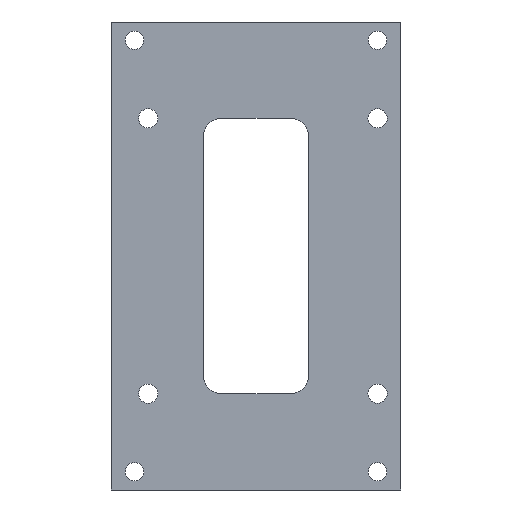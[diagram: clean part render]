
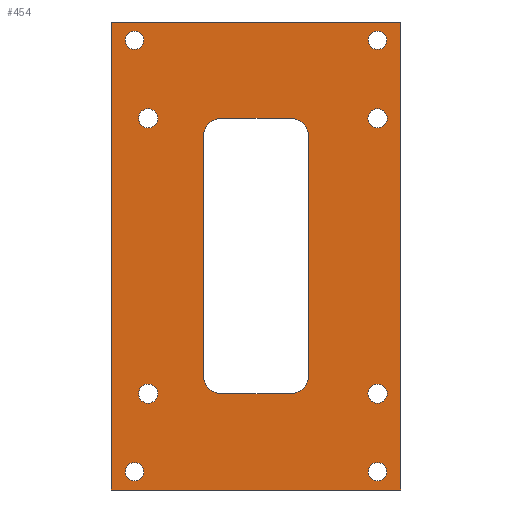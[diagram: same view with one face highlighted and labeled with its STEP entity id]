
A CAD part, left-side view. The second image highlights one B-rep face of the part: STEP entity #454.
In plain terms, the highlighted planar face has unit normal (-1, 0, 0).
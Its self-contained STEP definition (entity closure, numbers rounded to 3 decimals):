
#24=FACE_BOUND('',#122,.T.);
#25=FACE_BOUND('',#123,.T.);
#26=FACE_BOUND('',#124,.T.);
#27=FACE_BOUND('',#125,.T.);
#28=FACE_BOUND('',#126,.T.);
#29=FACE_BOUND('',#127,.T.);
#30=FACE_BOUND('',#128,.T.);
#31=FACE_BOUND('',#129,.T.);
#32=FACE_BOUND('',#130,.T.);
#34=CIRCLE('',#473,2.);
#36=CIRCLE('',#477,2.);
#38=CIRCLE('',#481,2.);
#40=CIRCLE('',#485,2.);
#42=CIRCLE('',#489,1.);
#44=CIRCLE('',#492,1.);
#46=CIRCLE('',#495,1.05);
#48=CIRCLE('',#498,1.05);
#50=CIRCLE('',#501,1.05);
#52=CIRCLE('',#504,1.);
#54=CIRCLE('',#507,1.);
#56=CIRCLE('',#510,1.05);
#90=FACE_OUTER_BOUND('',#121,.T.);
#121=EDGE_LOOP('',(#403,#404,#405,#406));
#122=EDGE_LOOP('',(#407,#408,#409,#410,#411,#412,#413,#414));
#123=EDGE_LOOP('',(#415));
#124=EDGE_LOOP('',(#416));
#125=EDGE_LOOP('',(#417));
#126=EDGE_LOOP('',(#418));
#127=EDGE_LOOP('',(#419));
#128=EDGE_LOOP('',(#420));
#129=EDGE_LOOP('',(#421));
#130=EDGE_LOOP('',(#422));
#131=LINE('',#649,#167);
#135=LINE('',#658,#171);
#143=LINE('',#678,#179);
#147=LINE('',#690,#183);
#151=LINE('',#702,#187);
#153=LINE('',#710,#189);
#163=LINE('',#761,#199);
#165=LINE('',#764,#201);
#167=VECTOR('',#519,10.);
#171=VECTOR('',#525,10.);
#179=VECTOR('',#541,10.);
#183=VECTOR('',#553,10.);
#187=VECTOR('',#565,10.);
#189=VECTOR('',#575,10.);
#199=VECTOR('',#635,10.);
#201=VECTOR('',#639,10.);
#203=VERTEX_POINT('',#647);
#204=VERTEX_POINT('',#648);
#207=VERTEX_POINT('',#656);
#208=VERTEX_POINT('',#657);
#213=VERTEX_POINT('',#668);
#214=VERTEX_POINT('',#670);
#216=VERTEX_POINT('',#676);
#218=VERTEX_POINT('',#682);
#220=VERTEX_POINT('',#688);
#222=VERTEX_POINT('',#694);
#224=VERTEX_POINT('',#700);
#226=VERTEX_POINT('',#706);
#228=VERTEX_POINT('',#715);
#230=VERTEX_POINT('',#721);
#232=VERTEX_POINT('',#727);
#234=VERTEX_POINT('',#733);
#236=VERTEX_POINT('',#739);
#238=VERTEX_POINT('',#745);
#240=VERTEX_POINT('',#751);
#242=VERTEX_POINT('',#757);
#243=EDGE_CURVE('',#203,#204,#131,.T.);
#247=EDGE_CURVE('',#207,#208,#135,.T.);
#253=EDGE_CURVE('',#213,#214,#34,.T.);
#257=EDGE_CURVE('',#213,#216,#143,.T.);
#260=EDGE_CURVE('',#218,#216,#36,.T.);
#263=EDGE_CURVE('',#218,#220,#147,.T.);
#266=EDGE_CURVE('',#222,#220,#38,.T.);
#269=EDGE_CURVE('',#222,#224,#151,.T.);
#272=EDGE_CURVE('',#226,#224,#40,.T.);
#273=EDGE_CURVE('',#226,#214,#153,.T.);
#277=EDGE_CURVE('',#228,#228,#42,.T.);
#280=EDGE_CURVE('',#230,#230,#44,.T.);
#283=EDGE_CURVE('',#232,#232,#46,.T.);
#286=EDGE_CURVE('',#234,#234,#48,.T.);
#289=EDGE_CURVE('',#236,#236,#50,.T.);
#292=EDGE_CURVE('',#238,#238,#52,.T.);
#295=EDGE_CURVE('',#240,#240,#54,.T.);
#298=EDGE_CURVE('',#242,#242,#56,.T.);
#299=EDGE_CURVE('',#203,#208,#163,.T.);
#301=EDGE_CURVE('',#207,#204,#165,.T.);
#403=ORIENTED_EDGE('',*,*,#299,.T.);
#404=ORIENTED_EDGE('',*,*,#247,.F.);
#405=ORIENTED_EDGE('',*,*,#301,.T.);
#406=ORIENTED_EDGE('',*,*,#243,.F.);
#407=ORIENTED_EDGE('',*,*,#257,.T.);
#408=ORIENTED_EDGE('',*,*,#260,.F.);
#409=ORIENTED_EDGE('',*,*,#263,.T.);
#410=ORIENTED_EDGE('',*,*,#266,.F.);
#411=ORIENTED_EDGE('',*,*,#269,.T.);
#412=ORIENTED_EDGE('',*,*,#272,.F.);
#413=ORIENTED_EDGE('',*,*,#273,.T.);
#414=ORIENTED_EDGE('',*,*,#253,.F.);
#415=ORIENTED_EDGE('',*,*,#298,.F.);
#416=ORIENTED_EDGE('',*,*,#295,.F.);
#417=ORIENTED_EDGE('',*,*,#292,.F.);
#418=ORIENTED_EDGE('',*,*,#289,.F.);
#419=ORIENTED_EDGE('',*,*,#286,.F.);
#420=ORIENTED_EDGE('',*,*,#283,.F.);
#421=ORIENTED_EDGE('',*,*,#280,.F.);
#422=ORIENTED_EDGE('',*,*,#277,.F.);
#432=PLANE('',#514);
#454=ADVANCED_FACE('',(#90,#24,#25,#26,#27,#28,#29,#30,#31,#32),#432,.F.);
#473=AXIS2_PLACEMENT_3D('',#671,#534,#535);
#477=AXIS2_PLACEMENT_3D('',#684,#547,#548);
#481=AXIS2_PLACEMENT_3D('',#696,#559,#560);
#485=AXIS2_PLACEMENT_3D('',#708,#571,#572);
#489=AXIS2_PLACEMENT_3D('',#717,#582,#583);
#492=AXIS2_PLACEMENT_3D('',#723,#589,#590);
#495=AXIS2_PLACEMENT_3D('',#729,#596,#597);
#498=AXIS2_PLACEMENT_3D('',#735,#603,#604);
#501=AXIS2_PLACEMENT_3D('',#741,#610,#611);
#504=AXIS2_PLACEMENT_3D('',#747,#617,#618);
#507=AXIS2_PLACEMENT_3D('',#753,#624,#625);
#510=AXIS2_PLACEMENT_3D('',#759,#631,#632);
#514=AXIS2_PLACEMENT_3D('',#767,#643,#644);
#519=DIRECTION('',(0.,-1.,0.));
#525=DIRECTION('',(0.,1.,0.));
#534=DIRECTION('center_axis',(-1.,0.,0.));
#535=DIRECTION('ref_axis',(0.,-0.707,0.707));
#541=DIRECTION('',(0.,0.,-1.));
#547=DIRECTION('center_axis',(-1.,0.,0.));
#548=DIRECTION('ref_axis',(0.,-0.707,-0.707));
#553=DIRECTION('',(0.,1.,0.));
#559=DIRECTION('center_axis',(-1.,0.,0.));
#560=DIRECTION('ref_axis',(0.,0.707,-0.707));
#565=DIRECTION('',(0.,0.,1.));
#571=DIRECTION('center_axis',(-1.,0.,0.));
#572=DIRECTION('ref_axis',(0.,0.707,0.707));
#575=DIRECTION('',(0.,-1.,0.));
#582=DIRECTION('center_axis',(-1.,0.,0.));
#583=DIRECTION('ref_axis',(0.,0.,-1.));
#589=DIRECTION('center_axis',(-1.,0.,0.));
#590=DIRECTION('ref_axis',(0.,0.,-1.));
#596=DIRECTION('center_axis',(-1.,0.,0.));
#597=DIRECTION('ref_axis',(0.,0.,-1.));
#603=DIRECTION('center_axis',(-1.,0.,0.));
#604=DIRECTION('ref_axis',(0.,0.,-1.));
#610=DIRECTION('center_axis',(-1.,0.,0.));
#611=DIRECTION('ref_axis',(0.,0.,-1.));
#617=DIRECTION('center_axis',(-1.,0.,0.));
#618=DIRECTION('ref_axis',(0.,0.,-1.));
#624=DIRECTION('center_axis',(-1.,0.,0.));
#625=DIRECTION('ref_axis',(0.,0.,-1.));
#631=DIRECTION('center_axis',(-1.,0.,0.));
#632=DIRECTION('ref_axis',(0.,0.,-1.));
#635=DIRECTION('',(0.,0.,-1.));
#639=DIRECTION('',(0.,0.,1.));
#643=DIRECTION('center_axis',(1.,0.,0.));
#644=DIRECTION('ref_axis',(0.,0.,-1.));
#647=CARTESIAN_POINT('',(11.782,263.188,54.24));
#648=CARTESIAN_POINT('',(11.782,231.688,54.24));
#649=CARTESIAN_POINT('',(11.782,263.188,54.24));
#656=CARTESIAN_POINT('',(11.782,231.688,3.24));
#657=CARTESIAN_POINT('',(11.782,263.188,3.24));
#658=CARTESIAN_POINT('',(11.782,234.188,3.24));
#668=CARTESIAN_POINT('',(11.782,241.688,41.74));
#670=CARTESIAN_POINT('',(11.782,243.688,43.74));
#671=CARTESIAN_POINT('Origin',(11.782,243.688,41.74));
#676=CARTESIAN_POINT('',(11.782,241.688,15.74));
#678=CARTESIAN_POINT('',(11.782,241.688,21.24));
#682=CARTESIAN_POINT('',(11.782,243.688,13.74));
#684=CARTESIAN_POINT('Origin',(11.782,243.688,15.74));
#688=CARTESIAN_POINT('',(11.782,251.188,13.74));
#690=CARTESIAN_POINT('',(11.782,250.313,13.74));
#694=CARTESIAN_POINT('',(11.782,253.188,15.74));
#696=CARTESIAN_POINT('Origin',(11.782,251.188,15.74));
#700=CARTESIAN_POINT('',(11.782,253.188,41.74));
#702=CARTESIAN_POINT('',(11.782,253.188,36.24));
#706=CARTESIAN_POINT('',(11.782,251.188,43.74));
#708=CARTESIAN_POINT('Origin',(11.782,251.188,41.74));
#710=CARTESIAN_POINT('',(11.782,244.563,43.74));
#715=CARTESIAN_POINT('',(11.782,260.688,53.24));
#717=CARTESIAN_POINT('Origin',(11.782,260.688,52.24));
#721=CARTESIAN_POINT('',(11.782,234.188,53.24));
#723=CARTESIAN_POINT('Origin',(11.782,234.188,52.24));
#727=CARTESIAN_POINT('',(11.782,259.188,14.79));
#729=CARTESIAN_POINT('Origin',(11.782,259.188,13.74));
#733=CARTESIAN_POINT('',(11.782,234.188,14.79));
#735=CARTESIAN_POINT('Origin',(11.782,234.188,13.74));
#739=CARTESIAN_POINT('',(11.782,259.188,44.79));
#741=CARTESIAN_POINT('Origin',(11.782,259.188,43.74));
#745=CARTESIAN_POINT('',(11.782,234.188,6.24));
#747=CARTESIAN_POINT('Origin',(11.782,234.188,5.24));
#751=CARTESIAN_POINT('',(11.782,260.688,6.24));
#753=CARTESIAN_POINT('Origin',(11.782,260.688,5.24));
#757=CARTESIAN_POINT('',(11.782,234.188,44.79));
#759=CARTESIAN_POINT('Origin',(11.782,234.188,43.74));
#761=CARTESIAN_POINT('',(11.782,263.188,3.74));
#764=CARTESIAN_POINT('',(11.782,231.688,53.74));
#767=CARTESIAN_POINT('Origin',(11.782,247.438,28.74));
